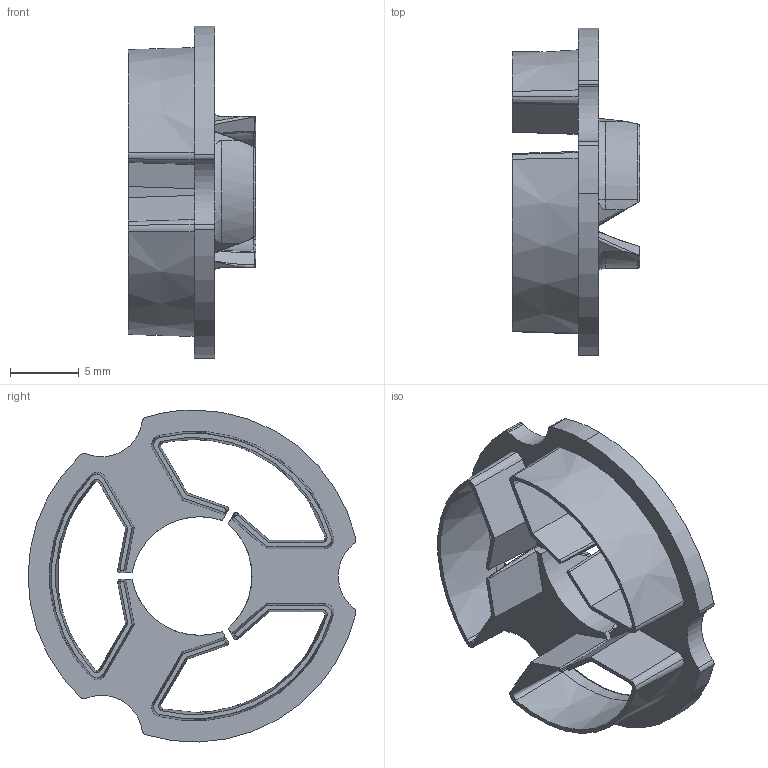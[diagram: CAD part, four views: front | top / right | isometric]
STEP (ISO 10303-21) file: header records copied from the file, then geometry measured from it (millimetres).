
FILE_DESCRIPTION (( 'STEP AP203' ), '1' );
FILE_NAME ('电机绕线骨架1-AC型.STEP', '2021-04-15T01:24:57', ( '' ), ( '' ), 'SwSTEP 2.0', 'SolidWorks 2021', '' );
FILE_SCHEMA (( 'CONFIG_CONTROL_DESIGN' ));
Length unit declared in the file: millimetre
Products named in the file (1): 电机绕线骨架1-AC型
Bounding box: 9.3 x 23.89 x 24.19 mm (x, y, z)
Volume: 574.4 mm3; surface area: 1812.9 mm2
Topology: 1 solids, 1 shells, 222 faces, 580 edges, 361 vertices
Faces by surface type: cylinder 79, plane 63, torus 29, cone 27, bspline 18, sphere 6
Entity records: 7420 total; most frequent: CARTESIAN_POINT 2096, ORIENTED_EDGE 1160, DIRECTION 1076, EDGE_CURVE 580, AXIS2_PLACEMENT_3D 415, VERTEX_POINT 361, VECTOR 246, LINE 246
